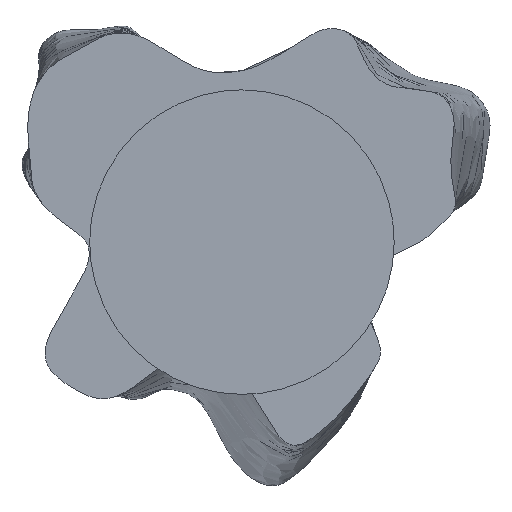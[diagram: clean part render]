
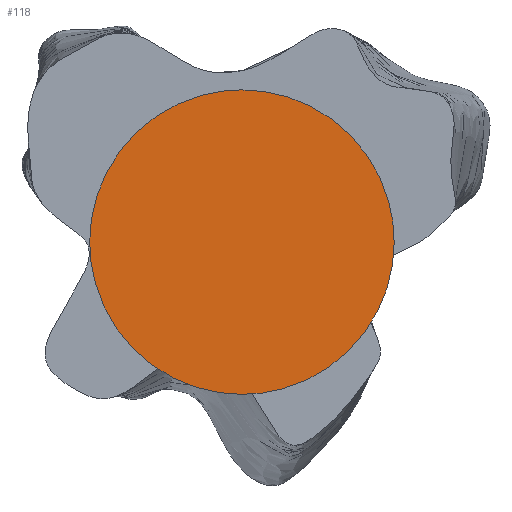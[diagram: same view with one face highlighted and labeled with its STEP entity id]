
A CAD part, top view. The second image highlights one B-rep face of the part: STEP entity #118.
In plain terms, the highlighted planar face has unit normal (0, 0, 1).
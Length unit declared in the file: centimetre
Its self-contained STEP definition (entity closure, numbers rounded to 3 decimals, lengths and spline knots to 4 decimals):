
#67=(
BOUNDED_CURVE()
B_SPLINE_CURVE(2,(#1675,#1676,#1677),.UNSPECIFIED.,.F.,.F.)
B_SPLINE_CURVE_WITH_KNOTS((3,3),(92.677,185.354),.UNSPECIFIED.)
CURVE()
GEOMETRIC_REPRESENTATION_ITEM()
RATIONAL_B_SPLINE_CURVE((1.,0.707,1.))
REPRESENTATION_ITEM($)
);
#72=(
BOUNDED_CURVE()
B_SPLINE_CURVE(2,(#1688,#1689,#1690),.UNSPECIFIED.,.F.,.F.)
B_SPLINE_CURVE_WITH_KNOTS((3,3),(0.,92.677),.UNSPECIFIED.)
CURVE()
GEOMETRIC_REPRESENTATION_ITEM()
RATIONAL_B_SPLINE_CURVE((1.,0.707,1.))
REPRESENTATION_ITEM($)
);
#74=(
BOUNDED_CURVE()
B_SPLINE_CURVE(2,(#1693,#1694,#1695),.UNSPECIFIED.,.F.,.F.)
B_SPLINE_CURVE_WITH_KNOTS((3,3),(92.677,185.354),.UNSPECIFIED.)
CURVE()
GEOMETRIC_REPRESENTATION_ITEM()
RATIONAL_B_SPLINE_CURVE((1.,0.707,1.))
REPRESENTATION_ITEM($)
);
#78=(
BOUNDED_CURVE()
B_SPLINE_CURVE(2,(#1704,#1705,#1706),.UNSPECIFIED.,.F.,.F.)
B_SPLINE_CURVE_WITH_KNOTS((3,3),(0.,92.677),.UNSPECIFIED.)
CURVE()
GEOMETRIC_REPRESENTATION_ITEM()
RATIONAL_B_SPLINE_CURVE((1.,0.707,1.))
REPRESENTATION_ITEM($)
);
#118=ADVANCED_FACE($,(#150),#453,.T.);
#150=FACE_OUTER_BOUND($,#182,.T.);
#182=EDGE_LOOP($,(#278,#279,#280,#281));
#278=ORIENTED_EDGE($,*,*,#368,.F.);
#279=ORIENTED_EDGE($,*,*,#373,.F.);
#280=ORIENTED_EDGE($,*,*,#375,.F.);
#281=ORIENTED_EDGE($,*,*,#379,.F.);
#368=EDGE_CURVE($,#425,#426,#67,.T.);
#373=EDGE_CURVE($,#430,#425,#72,.T.);
#375=EDGE_CURVE($,#431,#430,#74,.T.);
#379=EDGE_CURVE($,#426,#431,#78,.T.);
#425=VERTEX_POINT($,#1983);
#426=VERTEX_POINT($,#1984);
#430=VERTEX_POINT($,#1988);
#431=VERTEX_POINT($,#1989);
#453=PLANE($,#565);
#565=AXIS2_PLACEMENT_3D($,#1931,#575,$);
#575=DIRECTION($,(0.,0.,1.));
#1675=CARTESIAN_POINT($,(59.,0.,0.));
#1676=CARTESIAN_POINT($,(59.,-59.,0.));
#1677=CARTESIAN_POINT($,(0.,-59.,0.));
#1688=CARTESIAN_POINT($,(0.,59.,0.));
#1689=CARTESIAN_POINT($,(59.,59.,0.));
#1690=CARTESIAN_POINT($,(59.,0.,0.));
#1693=CARTESIAN_POINT($,(-59.,0.,0.));
#1694=CARTESIAN_POINT($,(-59.,59.,0.));
#1695=CARTESIAN_POINT($,(0.,59.,0.));
#1704=CARTESIAN_POINT($,(0.,-59.,0.));
#1705=CARTESIAN_POINT($,(-59.,-59.,0.));
#1706=CARTESIAN_POINT($,(-59.,0.,0.));
#1931=CARTESIAN_POINT($,(-60.18,60.18,0.));
#1983=CARTESIAN_POINT($,(59.,0.,0.));
#1984=CARTESIAN_POINT($,(0.,-59.,0.));
#1988=CARTESIAN_POINT($,(0.,59.,0.));
#1989=CARTESIAN_POINT($,(-59.,0.,0.));
